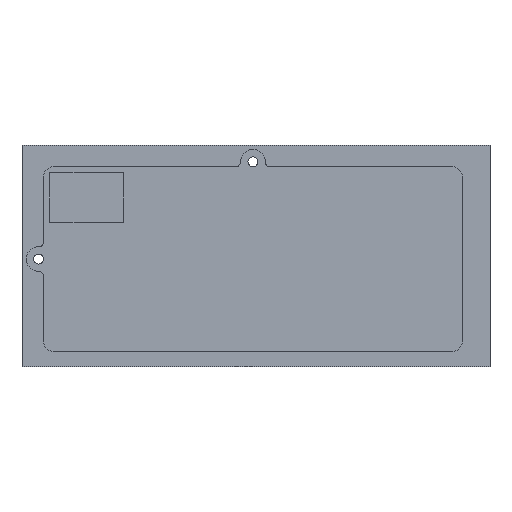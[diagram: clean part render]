
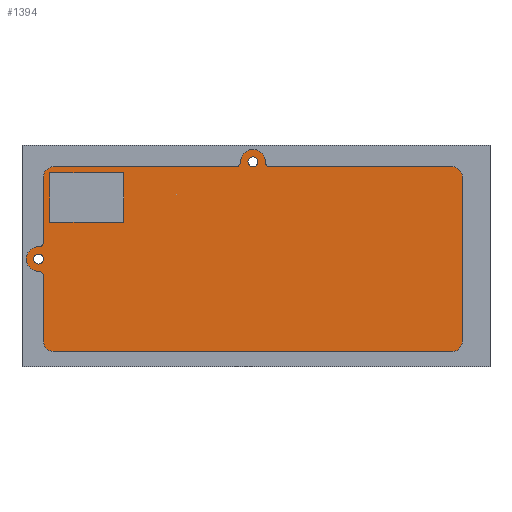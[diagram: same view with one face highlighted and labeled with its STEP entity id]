
A CAD part, front view. The second image highlights one B-rep face of the part: STEP entity #1394.
In plain terms, the highlighted planar face has unit normal (0, -1, 0).
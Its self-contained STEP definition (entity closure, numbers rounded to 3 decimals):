
#45=FACE_BOUND('',#233,.T.);
#46=FACE_BOUND('',#234,.T.);
#47=FACE_BOUND('',#235,.T.);
#85=PLANE('',#1539);
#150=FACE_OUTER_BOUND('',#232,.T.);
#232=EDGE_LOOP('',(#1188,#1189,#1190,#1191,#1192,#1193,#1194,#1195,#1196,
#1197,#1198,#1199,#1200,#1201,#1202,#1203));
#233=EDGE_LOOP('',(#1204,#1205,#1206,#1207));
#234=EDGE_LOOP('',(#1208));
#235=EDGE_LOOP('',(#1209));
#300=LINE('',#2069,#455);
#303=LINE('',#2075,#458);
#306=LINE('',#2081,#461);
#309=LINE('',#2085,#464);
#320=LINE('',#2142,#475);
#325=LINE('',#2151,#480);
#326=LINE('',#2154,#481);
#335=LINE('',#2171,#490);
#376=LINE('',#2269,#531);
#379=LINE('',#2277,#534);
#455=VECTOR('',#1671,10.);
#458=VECTOR('',#1676,10.);
#461=VECTOR('',#1681,10.);
#464=VECTOR('',#1686,10.);
#475=VECTOR('',#1747,10.);
#480=VECTOR('',#1754,10.);
#481=VECTOR('',#1757,10.);
#490=VECTOR('',#1768,10.);
#531=VECTOR('',#1851,10.);
#534=VECTOR('',#1860,10.);
#579=CIRCLE('',#1488,2.);
#581=CIRCLE('',#1491,2.);
#584=CIRCLE('',#1495,2.);
#586=CIRCLE('',#1498,5.);
#587=CIRCLE('',#1500,2.);
#590=CIRCLE('',#1504,2.);
#592=CIRCLE('',#1507,5.);
#593=CIRCLE('',#1509,2.);
#603=CIRCLE('',#1537,4.);
#604=CIRCLE('',#1540,4.);
#605=CIRCLE('',#1541,4.);
#606=CIRCLE('',#1542,4.);
#643=VERTEX_POINT('',#2066);
#644=VERTEX_POINT('',#2068);
#646=VERTEX_POINT('',#2074);
#648=VERTEX_POINT('',#2080);
#649=VERTEX_POINT('',#2087);
#651=VERTEX_POINT('',#2093);
#655=VERTEX_POINT('',#2102);
#656=VERTEX_POINT('',#2104);
#658=VERTEX_POINT('',#2110);
#659=VERTEX_POINT('',#2114);
#663=VERTEX_POINT('',#2123);
#664=VERTEX_POINT('',#2125);
#666=VERTEX_POINT('',#2131);
#667=VERTEX_POINT('',#2135);
#669=VERTEX_POINT('',#2141);
#672=VERTEX_POINT('',#2149);
#673=VERTEX_POINT('',#2153);
#680=VERTEX_POINT('',#2169);
#715=VERTEX_POINT('',#2266);
#716=VERTEX_POINT('',#2268);
#717=VERTEX_POINT('',#2272);
#718=VERTEX_POINT('',#2276);
#788=EDGE_CURVE('',#644,#643,#300,.T.);
#791=EDGE_CURVE('',#646,#644,#303,.T.);
#794=EDGE_CURVE('',#648,#646,#306,.T.);
#797=EDGE_CURVE('',#643,#648,#309,.T.);
#798=EDGE_CURVE('',#649,#649,#579,.T.);
#801=EDGE_CURVE('',#651,#651,#581,.T.);
#806=EDGE_CURVE('',#655,#656,#584,.T.);
#810=EDGE_CURVE('',#655,#658,#586,.T.);
#811=EDGE_CURVE('',#659,#658,#587,.T.);
#816=EDGE_CURVE('',#663,#664,#590,.T.);
#820=EDGE_CURVE('',#663,#666,#592,.T.);
#821=EDGE_CURVE('',#667,#666,#593,.T.);
#824=EDGE_CURVE('',#664,#669,#320,.T.);
#829=EDGE_CURVE('',#672,#667,#325,.T.);
#830=EDGE_CURVE('',#656,#673,#326,.T.);
#839=EDGE_CURVE('',#680,#659,#335,.T.);
#888=EDGE_CURVE('',#715,#716,#376,.T.);
#890=EDGE_CURVE('',#673,#717,#603,.T.);
#892=EDGE_CURVE('',#717,#718,#379,.T.);
#895=EDGE_CURVE('',#669,#680,#604,.T.);
#896=EDGE_CURVE('',#716,#672,#605,.T.);
#897=EDGE_CURVE('',#718,#715,#606,.T.);
#1188=ORIENTED_EDGE('',*,*,#890,.F.);
#1189=ORIENTED_EDGE('',*,*,#830,.F.);
#1190=ORIENTED_EDGE('',*,*,#806,.F.);
#1191=ORIENTED_EDGE('',*,*,#810,.T.);
#1192=ORIENTED_EDGE('',*,*,#811,.F.);
#1193=ORIENTED_EDGE('',*,*,#839,.F.);
#1194=ORIENTED_EDGE('',*,*,#895,.F.);
#1195=ORIENTED_EDGE('',*,*,#824,.F.);
#1196=ORIENTED_EDGE('',*,*,#816,.F.);
#1197=ORIENTED_EDGE('',*,*,#820,.T.);
#1198=ORIENTED_EDGE('',*,*,#821,.F.);
#1199=ORIENTED_EDGE('',*,*,#829,.F.);
#1200=ORIENTED_EDGE('',*,*,#896,.F.);
#1201=ORIENTED_EDGE('',*,*,#888,.F.);
#1202=ORIENTED_EDGE('',*,*,#897,.F.);
#1203=ORIENTED_EDGE('',*,*,#892,.F.);
#1204=ORIENTED_EDGE('',*,*,#788,.T.);
#1205=ORIENTED_EDGE('',*,*,#797,.T.);
#1206=ORIENTED_EDGE('',*,*,#794,.T.);
#1207=ORIENTED_EDGE('',*,*,#791,.T.);
#1208=ORIENTED_EDGE('',*,*,#798,.T.);
#1209=ORIENTED_EDGE('',*,*,#801,.T.);
#1394=ADVANCED_FACE('',(#150,#45,#46,#47),#85,.F.);
#1488=AXIS2_PLACEMENT_3D('',#2088,#1689,#1690);
#1491=AXIS2_PLACEMENT_3D('',#2094,#1696,#1697);
#1495=AXIS2_PLACEMENT_3D('',#2105,#1706,#1707);
#1498=AXIS2_PLACEMENT_3D('',#2112,#1714,#1715);
#1500=AXIS2_PLACEMENT_3D('',#2115,#1718,#1719);
#1504=AXIS2_PLACEMENT_3D('',#2126,#1728,#1729);
#1507=AXIS2_PLACEMENT_3D('',#2133,#1736,#1737);
#1509=AXIS2_PLACEMENT_3D('',#2136,#1740,#1741);
#1537=AXIS2_PLACEMENT_3D('',#2273,#1855,#1856);
#1539=AXIS2_PLACEMENT_3D('',#2280,#1863,#1864);
#1540=AXIS2_PLACEMENT_3D('',#2281,#1865,#1866);
#1541=AXIS2_PLACEMENT_3D('',#2282,#1867,#1868);
#1542=AXIS2_PLACEMENT_3D('',#2283,#1869,#1870);
#1671=DIRECTION('',(0.,0.,1.));
#1676=DIRECTION('',(-1.,0.,0.));
#1681=DIRECTION('',(0.,0.,-1.));
#1686=DIRECTION('',(1.,0.,0.));
#1689=DIRECTION('center_axis',(0.,1.,0.));
#1690=DIRECTION('ref_axis',(1.,0.,0.));
#1696=DIRECTION('center_axis',(0.,1.,0.));
#1697=DIRECTION('ref_axis',(1.,0.,0.));
#1706=DIRECTION('center_axis',(0.,-1.,0.));
#1707=DIRECTION('ref_axis',(-0.707,0.,-0.707));
#1714=DIRECTION('center_axis',(0.,-1.,0.));
#1715=DIRECTION('ref_axis',(1.,0.,0.));
#1718=DIRECTION('center_axis',(0.,-1.,0.));
#1719=DIRECTION('ref_axis',(0.707,0.,-0.707));
#1728=DIRECTION('center_axis',(0.,-1.,0.));
#1729=DIRECTION('ref_axis',(0.707,0.,-0.707));
#1736=DIRECTION('center_axis',(0.,-1.,0.));
#1737=DIRECTION('ref_axis',(1.,0.,0.));
#1740=DIRECTION('center_axis',(0.,-1.,0.));
#1741=DIRECTION('ref_axis',(0.707,0.,0.707));
#1747=DIRECTION('',(0.,0.,1.));
#1754=DIRECTION('',(0.,0.,1.));
#1757=DIRECTION('',(1.,0.,0.));
#1768=DIRECTION('',(1.,0.,0.));
#1851=DIRECTION('',(-1.,0.,0.));
#1855=DIRECTION('center_axis',(0.,1.,0.));
#1856=DIRECTION('ref_axis',(0.707,0.,0.707));
#1860=DIRECTION('',(0.,0.,-1.));
#1863=DIRECTION('center_axis',(0.,1.,0.));
#1864=DIRECTION('ref_axis',(1.,0.,0.));
#1865=DIRECTION('center_axis',(0.,1.,0.));
#1866=DIRECTION('ref_axis',(-0.707,0.,0.707));
#1867=DIRECTION('center_axis',(0.,1.,0.));
#1868=DIRECTION('ref_axis',(-0.707,0.,-0.707));
#1869=DIRECTION('center_axis',(0.,1.,0.));
#1870=DIRECTION('ref_axis',(0.707,0.,-0.707));
#2066=CARTESIAN_POINT('',(-80.,0.,32.5));
#2068=CARTESIAN_POINT('',(-80.,0.,17.5));
#2069=CARTESIAN_POINT('',(-80.,0.,8.75));
#2074=CARTESIAN_POINT('',(-55.,0.,17.5));
#2075=CARTESIAN_POINT('',(-27.5,0.,17.5));
#2080=CARTESIAN_POINT('',(-55.,0.,32.5));
#2081=CARTESIAN_POINT('',(-55.,0.,16.25));
#2085=CARTESIAN_POINT('',(-40.,0.,32.5));
#2087=CARTESIAN_POINT('',(-2.,0.,39.5));
#2088=CARTESIAN_POINT('Origin',(0.,0.,39.5));
#2093=CARTESIAN_POINT('',(-89.,0.,0.));
#2094=CARTESIAN_POINT('Origin',(-87.,0.,0.));
#2102=CARTESIAN_POINT('',(5.,0.,39.5));
#2104=CARTESIAN_POINT('',(7.,0.,37.5));
#2105=CARTESIAN_POINT('Origin',(7.,0.,39.5));
#2110=CARTESIAN_POINT('',(-5.,0.,39.5));
#2112=CARTESIAN_POINT('Origin',(0.,0.,39.5));
#2114=CARTESIAN_POINT('',(-7.,0.,37.5));
#2115=CARTESIAN_POINT('Origin',(-7.,0.,39.5));
#2123=CARTESIAN_POINT('',(-87.,0.,5.));
#2125=CARTESIAN_POINT('',(-85.,0.,7.));
#2126=CARTESIAN_POINT('Origin',(-87.,0.,7.));
#2131=CARTESIAN_POINT('',(-87.,0.,-5.));
#2133=CARTESIAN_POINT('Origin',(-87.,0.,0.));
#2135=CARTESIAN_POINT('',(-85.,0.,-7.));
#2136=CARTESIAN_POINT('Origin',(-87.,0.,-7.));
#2141=CARTESIAN_POINT('',(-85.,0.,33.5));
#2142=CARTESIAN_POINT('',(-85.,0.,-37.5));
#2149=CARTESIAN_POINT('',(-85.,0.,-33.5));
#2151=CARTESIAN_POINT('',(-85.,0.,-37.5));
#2153=CARTESIAN_POINT('',(81.,0.,37.5));
#2154=CARTESIAN_POINT('',(-85.,0.,37.5));
#2169=CARTESIAN_POINT('',(-81.,0.,37.5));
#2171=CARTESIAN_POINT('',(-85.,0.,37.5));
#2266=CARTESIAN_POINT('',(81.,0.,-37.5));
#2268=CARTESIAN_POINT('',(-81.,0.,-37.5));
#2269=CARTESIAN_POINT('',(85.,0.,-37.5));
#2272=CARTESIAN_POINT('',(85.,0.,33.5));
#2273=CARTESIAN_POINT('Origin',(81.,0.,33.5));
#2276=CARTESIAN_POINT('',(85.,0.,-33.5));
#2277=CARTESIAN_POINT('',(85.,0.,37.5));
#2280=CARTESIAN_POINT('Origin',(0.,0.,0.));
#2281=CARTESIAN_POINT('Origin',(-81.,0.,33.5));
#2282=CARTESIAN_POINT('Origin',(-81.,0.,-33.5));
#2283=CARTESIAN_POINT('Origin',(81.,0.,-33.5));
